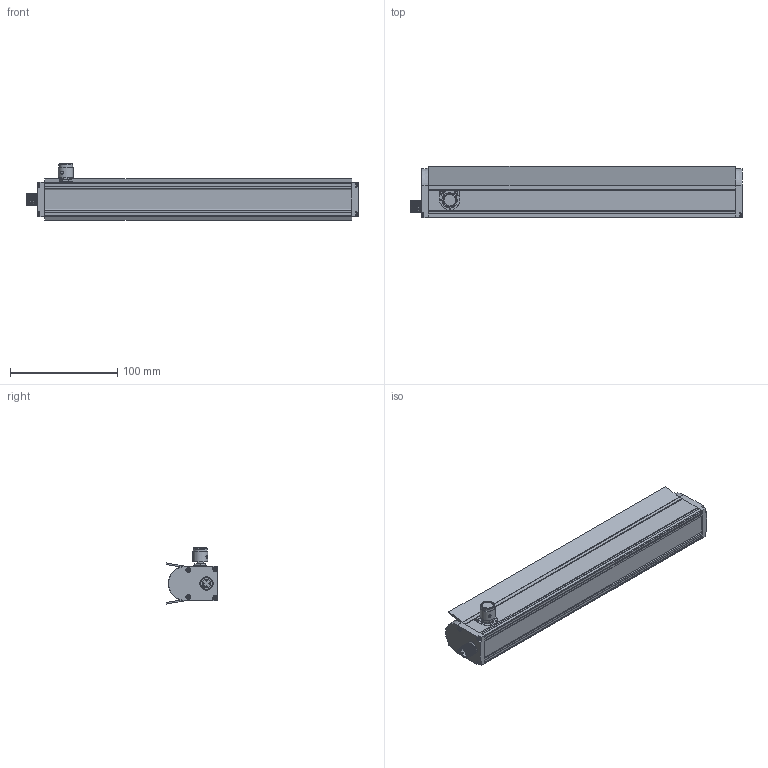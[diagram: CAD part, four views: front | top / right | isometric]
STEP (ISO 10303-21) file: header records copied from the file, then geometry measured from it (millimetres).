
FILE_DESCRIPTION((''),'2;1');
FILE_NAME('236798_SM01_ASM','2024-06-04T09:08:03',('banengservice'),('BANNER ENGINEERING'),'CREO PARAMETRIC BY PTC INC, 2022414','CREO PARAMETRIC BY PTC INC, 2022414','');
FILE_SCHEMA(('CONFIG_CONTROL_DESIGN'));
Length unit declared in the file: millimetre
Products named in the file (2): 236798_EP01; 236798_SM01_ASM
Assembly tree (1 placements, depth 2):
  236798_SM01_ASM
    236798_EP01
Bounding box: 309 x 48 x 52.25 mm (x, y, z)
Volume: 417043.7 mm3; surface area: 65373.4 mm2
Topology: 1 solids, 2 shells, 629 faces, 1656 edges, 1055 vertices
Faces by surface type: plane 271, cylinder 143, bspline 111, cone 46, torus 38, sphere 16, extrusion 4
Entity records: 35433 total; most frequent: CARTESIAN_POINT 20391, ORIENTED_EDGE 3296, DIRECTION 2844, EDGE_CURVE 1648, VERTEX_POINT 1055, AXIS2_PLACEMENT_3D 952, VECTOR 940, LINE 936
